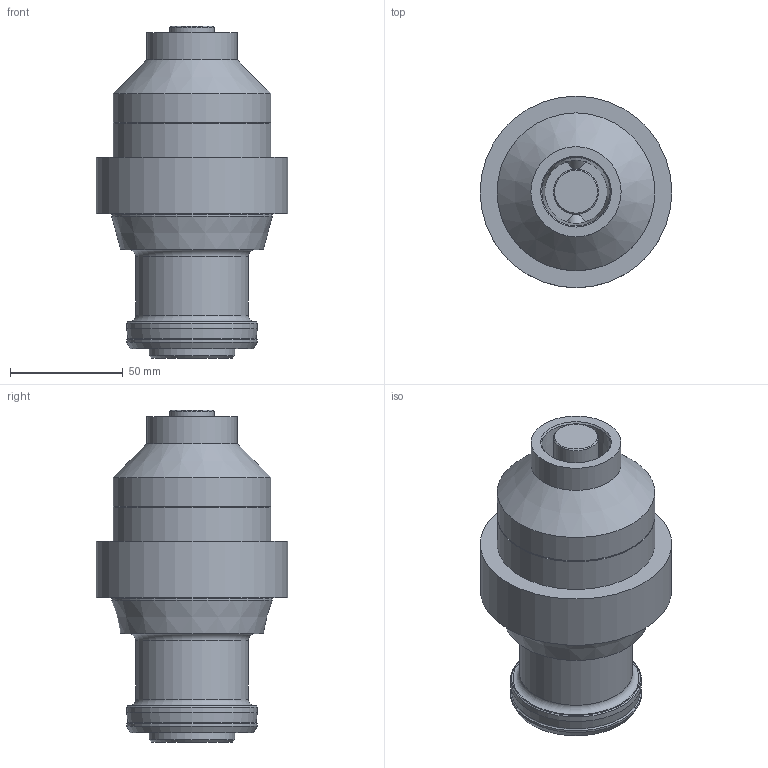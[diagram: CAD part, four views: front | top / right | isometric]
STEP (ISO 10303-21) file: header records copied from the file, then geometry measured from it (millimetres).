
FILE_DESCRIPTION(/* description */ (''),/* implementation_level */ '2;1');
FILE_NAME(/* name */ 'W9990497_A__specification_W9990497_.stp',/* time_stamp */ '2011-04-05T08:40:35+02:00',/* author */ (''),/* organization */ (''),/* preprocessor_version */ 'ST-DEVELOPER v11',/* originating_system */ 'UGS - NX 5.0',/* authorisation */ '');
FILE_SCHEMA (('AUTOMOTIVE_DESIGN { 1 0 10303 214 0 1 1 1 }'));
Length unit declared in the file: millimetre
Products named in the file (1): heesE1A860m1
Bounding box: 85 x 85 x 147.2 mm (x, y, z)
Volume: 450141.7 mm3; surface area: 41902.6 mm2
Topology: 1 solids, 1 shells, 37 faces, 73 edges, 45 vertices
Faces by surface type: cylinder 12, plane 11, cone 10, torus 4
Full cylindrical faces by diameter (mm): 20 x1, 38 x1, 40 x1, 50 x1, 58 x2, 70 x2, 71.2 x1, 85 x1
Entity records: 832 total; most frequent: DIRECTION 154, CARTESIAN_POINT 152, ORIENTED_EDGE 86, AXIS2_PLACEMENT_3D 77, EDGE_LOOP 68, FACE_BOUND 62, EDGE_CURVE 43, VERTEX_POINT 39
